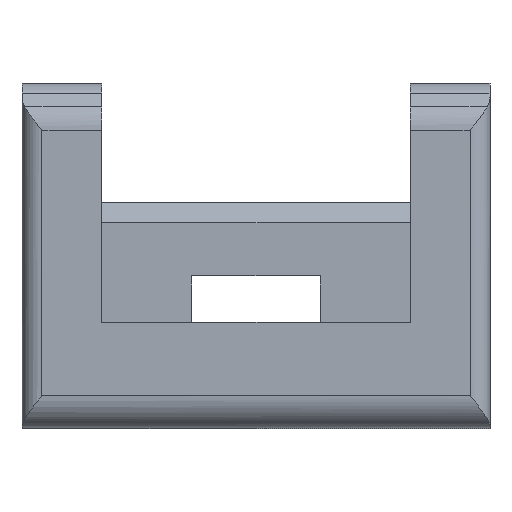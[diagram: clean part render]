
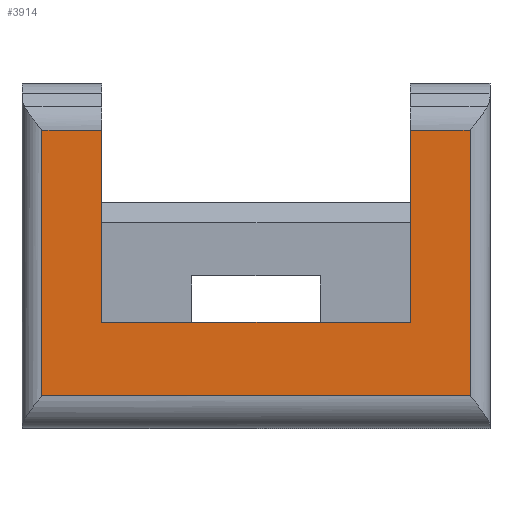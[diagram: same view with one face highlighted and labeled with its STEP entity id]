
A CAD part, front view. The second image highlights one B-rep face of the part: STEP entity #3914.
In plain terms, the highlighted planar face has unit normal (0, -1, 0).
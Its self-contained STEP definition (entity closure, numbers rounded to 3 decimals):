
#713 = PLANE('',#714);
#714 = AXIS2_PLACEMENT_3D('',#715,#716,#717);
#715 = CARTESIAN_POINT('',(-23.25,0.,0.));
#716 = DIRECTION('',(-1.,0.,0.));
#717 = DIRECTION('',(0.,0.,-1.));
#957 = PLANE('',#958);
#958 = AXIS2_PLACEMENT_3D('',#959,#960,#961);
#959 = CARTESIAN_POINT('',(0.,0.,0.));
#960 = DIRECTION('',(1.,0.,0.));
#961 = DIRECTION('',(0.,0.,-1.));
#2214 = PLANE('',#2215);
#2215 = AXIS2_PLACEMENT_3D('',#2216,#2217,#2218);
#2216 = CARTESIAN_POINT('',(-54.38,0.,-38.5));
#2217 = DIRECTION('',(0.,0.,1.));
#2218 = DIRECTION('',(1.,0.,0.));
#2267 = VERTEX_POINT('',#2268);
#2268 = CARTESIAN_POINT('',(-23.25,-25.548,-38.5));
#2289 = EDGE_CURVE('',#2267,#2290,#2292,.T.);
#2290 = VERTEX_POINT('',#2291);
#2291 = CARTESIAN_POINT('',(0.,-25.548,-38.5));
#2292 = SURFACE_CURVE('',#2293,(#2297,#2304),.PCURVE_S1.);
#2293 = LINE('',#2294,#2295);
#2294 = CARTESIAN_POINT('',(-54.38,-25.548,-38.5));
#2295 = VECTOR('',#2296,1.);
#2296 = DIRECTION('',(1.,0.,0.));
#2297 = PCURVE('',#2214,#2298);
#2298 = DEFINITIONAL_REPRESENTATION('',(#2299),#2303);
#2299 = LINE('',#2300,#2301);
#2300 = CARTESIAN_POINT('',(0.,-25.548));
#2301 = VECTOR('',#2302,1.);
#2302 = DIRECTION('',(1.,0.));
#2303 = ( GEOMETRIC_REPRESENTATION_CONTEXT(2) 
PARAMETRIC_REPRESENTATION_CONTEXT() REPRESENTATION_CONTEXT('2D SPACE',''
  ) );
#2304 = PCURVE('',#2305,#2310);
#2305 = PLANE('',#2306);
#2306 = AXIS2_PLACEMENT_3D('',#2307,#2308,#2309);
#2307 = CARTESIAN_POINT('',(6.,-25.548,0.));
#2308 = DIRECTION('',(0.,-1.,0.));
#2309 = DIRECTION('',(0.,0.,-1.));
#2310 = DEFINITIONAL_REPRESENTATION('',(#2311),#2315);
#2311 = LINE('',#2312,#2313);
#2312 = CARTESIAN_POINT('',(38.5,-60.38));
#2313 = VECTOR('',#2314,1.);
#2314 = DIRECTION('',(0.,1.));
#2315 = ( GEOMETRIC_REPRESENTATION_CONTEXT(2) 
PARAMETRIC_REPRESENTATION_CONTEXT() REPRESENTATION_CONTEXT('2D SPACE',''
  ) );
#2808 = VERTEX_POINT('',#2809);
#2809 = CARTESIAN_POINT('',(-23.25,-25.548,-24.036));
#2824 = CYLINDRICAL_SURFACE('',#2825,2.5);
#2825 = AXIS2_PLACEMENT_3D('',#2826,#2827,#2828);
#2826 = CARTESIAN_POINT('',(-29.25,-23.048,-24.036));
#2827 = DIRECTION('',(-1.,0.,0.));
#2828 = DIRECTION('',(0.,0.,-1.));
#2836 = EDGE_CURVE('',#2267,#2808,#2837,.T.);
#2837 = SURFACE_CURVE('',#2838,(#2842,#2849),.PCURVE_S1.);
#2838 = LINE('',#2839,#2840);
#2839 = CARTESIAN_POINT('',(-23.25,-25.548,0.)
  );
#2840 = VECTOR('',#2841,1.);
#2841 = DIRECTION('',(0.,0.,1.));
#2842 = PCURVE('',#713,#2843);
#2843 = DEFINITIONAL_REPRESENTATION('',(#2844),#2848);
#2844 = LINE('',#2845,#2846);
#2845 = CARTESIAN_POINT('',(0.,25.548));
#2846 = VECTOR('',#2847,1.);
#2847 = DIRECTION('',(-1.,0.));
#2848 = ( GEOMETRIC_REPRESENTATION_CONTEXT(2) 
PARAMETRIC_REPRESENTATION_CONTEXT() REPRESENTATION_CONTEXT('2D SPACE',''
  ) );
#2849 = PCURVE('',#2305,#2850);
#2850 = DEFINITIONAL_REPRESENTATION('',(#2851),#2855);
#2851 = LINE('',#2852,#2853);
#2852 = CARTESIAN_POINT('',(0.,-29.25));
#2853 = VECTOR('',#2854,1.);
#2854 = DIRECTION('',(-1.,0.));
#2855 = ( GEOMETRIC_REPRESENTATION_CONTEXT(2) 
PARAMETRIC_REPRESENTATION_CONTEXT() REPRESENTATION_CONTEXT('2D SPACE',''
  ) );
#2889 = EDGE_CURVE('',#2290,#2890,#2892,.T.);
#2890 = VERTEX_POINT('',#2891);
#2891 = CARTESIAN_POINT('',(0.,-25.548,
    -24.036));
#2892 = SURFACE_CURVE('',#2893,(#2897,#2904),.PCURVE_S1.);
#2893 = LINE('',#2894,#2895);
#2894 = CARTESIAN_POINT('',(0.,-25.548,
    0.));
#2895 = VECTOR('',#2896,1.);
#2896 = DIRECTION('',(0.,0.,1.));
#2897 = PCURVE('',#957,#2898);
#2898 = DEFINITIONAL_REPRESENTATION('',(#2899),#2903);
#2899 = LINE('',#2900,#2901);
#2900 = CARTESIAN_POINT('',(0.,-25.548));
#2901 = VECTOR('',#2902,1.);
#2902 = DIRECTION('',(-1.,0.));
#2903 = ( GEOMETRIC_REPRESENTATION_CONTEXT(2) 
PARAMETRIC_REPRESENTATION_CONTEXT() REPRESENTATION_CONTEXT('2D SPACE',''
  ) );
#2904 = PCURVE('',#2305,#2905);
#2905 = DEFINITIONAL_REPRESENTATION('',(#2906),#2910);
#2906 = LINE('',#2907,#2908);
#2907 = CARTESIAN_POINT('',(0.,-6.));
#2908 = VECTOR('',#2909,1.);
#2909 = DIRECTION('',(-1.,0.));
#2910 = ( GEOMETRIC_REPRESENTATION_CONTEXT(2) 
PARAMETRIC_REPRESENTATION_CONTEXT() REPRESENTATION_CONTEXT('2D SPACE',''
  ) );
#2933 = CYLINDRICAL_SURFACE('',#2934,2.5);
#2934 = AXIS2_PLACEMENT_3D('',#2935,#2936,#2937);
#2935 = CARTESIAN_POINT('',(6.,-23.048,-24.036));
#2936 = DIRECTION('',(1.,0.,0.));
#2937 = DIRECTION('',(0.,0.,-1.));
#3914 = ADVANCED_FACE('',(#3915),#2305,.T.);
#3915 = FACE_BOUND('',#3916,.T.);
#3916 = EDGE_LOOP('',(#3917,#3947,#3975,#3996,#3997,#3998,#3999,#4022));
#3917 = ORIENTED_EDGE('',*,*,#3918,.T.);
#3918 = EDGE_CURVE('',#3919,#3921,#3923,.T.);
#3919 = VERTEX_POINT('',#3920);
#3920 = CARTESIAN_POINT('',(-27.75,-25.548,-44.));
#3921 = VERTEX_POINT('',#3922);
#3922 = CARTESIAN_POINT('',(4.5,-25.548,-44.));
#3923 = SURFACE_CURVE('',#3924,(#3928,#3935),.PCURVE_S1.);
#3924 = LINE('',#3925,#3926);
#3925 = CARTESIAN_POINT('',(6.,-25.548,-44.));
#3926 = VECTOR('',#3927,1.);
#3927 = DIRECTION('',(1.,0.,0.));
#3928 = PCURVE('',#2305,#3929);
#3929 = DEFINITIONAL_REPRESENTATION('',(#3930),#3934);
#3930 = LINE('',#3931,#3932);
#3931 = CARTESIAN_POINT('',(44.,0.));
#3932 = VECTOR('',#3933,1.);
#3933 = DIRECTION('',(0.,1.));
#3934 = ( GEOMETRIC_REPRESENTATION_CONTEXT(2) 
PARAMETRIC_REPRESENTATION_CONTEXT() REPRESENTATION_CONTEXT('2D SPACE',''
  ) );
#3935 = PCURVE('',#3936,#3941);
#3936 = CYLINDRICAL_SURFACE('',#3937,2.5);
#3937 = AXIS2_PLACEMENT_3D('',#3938,#3939,#3940);
#3938 = CARTESIAN_POINT('',(6.,-23.048,-44.));
#3939 = DIRECTION('',(1.,0.,0.));
#3940 = DIRECTION('',(0.,0.,-1.));
#3941 = DEFINITIONAL_REPRESENTATION('',(#3942),#3946);
#3942 = LINE('',#3943,#3944);
#3943 = CARTESIAN_POINT('',(4.712,0.));
#3944 = VECTOR('',#3945,1.);
#3945 = DIRECTION('',(0.,1.));
#3946 = ( GEOMETRIC_REPRESENTATION_CONTEXT(2) 
PARAMETRIC_REPRESENTATION_CONTEXT() REPRESENTATION_CONTEXT('2D SPACE',''
  ) );
#3947 = ORIENTED_EDGE('',*,*,#3948,.T.);
#3948 = EDGE_CURVE('',#3921,#3949,#3951,.T.);
#3949 = VERTEX_POINT('',#3950);
#3950 = CARTESIAN_POINT('',(4.5,-25.548,-24.036));
#3951 = SURFACE_CURVE('',#3952,(#3956,#3963),.PCURVE_S1.);
#3952 = LINE('',#3953,#3954);
#3953 = CARTESIAN_POINT('',(4.5,-25.548,0.));
#3954 = VECTOR('',#3955,1.);
#3955 = DIRECTION('',(0.,0.,1.));
#3956 = PCURVE('',#2305,#3957);
#3957 = DEFINITIONAL_REPRESENTATION('',(#3958),#3962);
#3958 = LINE('',#3959,#3960);
#3959 = CARTESIAN_POINT('',(0.,-1.5));
#3960 = VECTOR('',#3961,1.);
#3961 = DIRECTION('',(-1.,0.));
#3962 = ( GEOMETRIC_REPRESENTATION_CONTEXT(2) 
PARAMETRIC_REPRESENTATION_CONTEXT() REPRESENTATION_CONTEXT('2D SPACE',''
  ) );
#3963 = PCURVE('',#3964,#3969);
#3964 = CYLINDRICAL_SURFACE('',#3965,1.5);
#3965 = AXIS2_PLACEMENT_3D('',#3966,#3967,#3968);
#3966 = CARTESIAN_POINT('',(4.5,-24.048,0.));
#3967 = DIRECTION('',(0.,0.,1.));
#3968 = DIRECTION('',(0.,-1.,0.));
#3969 = DEFINITIONAL_REPRESENTATION('',(#3970),#3974);
#3970 = LINE('',#3971,#3972);
#3971 = CARTESIAN_POINT('',(0.,0.));
#3972 = VECTOR('',#3973,1.);
#3973 = DIRECTION('',(0.,1.));
#3974 = ( GEOMETRIC_REPRESENTATION_CONTEXT(2) 
PARAMETRIC_REPRESENTATION_CONTEXT() REPRESENTATION_CONTEXT('2D SPACE',''
  ) );
#3975 = ORIENTED_EDGE('',*,*,#3976,.T.);
#3976 = EDGE_CURVE('',#3949,#2890,#3977,.T.);
#3977 = SURFACE_CURVE('',#3978,(#3982,#3989),.PCURVE_S1.);
#3978 = LINE('',#3979,#3980);
#3979 = CARTESIAN_POINT('',(6.,-25.548,-24.036));
#3980 = VECTOR('',#3981,1.);
#3981 = DIRECTION('',(-1.,0.,0.));
#3982 = PCURVE('',#2305,#3983);
#3983 = DEFINITIONAL_REPRESENTATION('',(#3984),#3988);
#3984 = LINE('',#3985,#3986);
#3985 = CARTESIAN_POINT('',(24.036,0.));
#3986 = VECTOR('',#3987,1.);
#3987 = DIRECTION('',(0.,-1.));
#3988 = ( GEOMETRIC_REPRESENTATION_CONTEXT(2) 
PARAMETRIC_REPRESENTATION_CONTEXT() REPRESENTATION_CONTEXT('2D SPACE',''
  ) );
#3989 = PCURVE('',#2933,#3990);
#3990 = DEFINITIONAL_REPRESENTATION('',(#3991),#3995);
#3991 = LINE('',#3992,#3993);
#3992 = CARTESIAN_POINT('',(4.712,0.));
#3993 = VECTOR('',#3994,1.);
#3994 = DIRECTION('',(0.,-1.));
#3995 = ( GEOMETRIC_REPRESENTATION_CONTEXT(2) 
PARAMETRIC_REPRESENTATION_CONTEXT() REPRESENTATION_CONTEXT('2D SPACE',''
  ) );
#3996 = ORIENTED_EDGE('',*,*,#2889,.F.);
#3997 = ORIENTED_EDGE('',*,*,#2289,.F.);
#3998 = ORIENTED_EDGE('',*,*,#2836,.T.);
#3999 = ORIENTED_EDGE('',*,*,#4000,.F.);
#4000 = EDGE_CURVE('',#4001,#2808,#4003,.T.);
#4001 = VERTEX_POINT('',#4002);
#4002 = CARTESIAN_POINT('',(-27.75,-25.548,-24.036));
#4003 = SURFACE_CURVE('',#4004,(#4008,#4015),.PCURVE_S1.);
#4004 = LINE('',#4005,#4006);
#4005 = CARTESIAN_POINT('',(-29.25,-25.548,-24.036));
#4006 = VECTOR('',#4007,1.);
#4007 = DIRECTION('',(1.,0.,0.));
#4008 = PCURVE('',#2305,#4009);
#4009 = DEFINITIONAL_REPRESENTATION('',(#4010),#4014);
#4010 = LINE('',#4011,#4012);
#4011 = CARTESIAN_POINT('',(24.036,-35.25));
#4012 = VECTOR('',#4013,1.);
#4013 = DIRECTION('',(0.,1.));
#4014 = ( GEOMETRIC_REPRESENTATION_CONTEXT(2) 
PARAMETRIC_REPRESENTATION_CONTEXT() REPRESENTATION_CONTEXT('2D SPACE',''
  ) );
#4015 = PCURVE('',#2824,#4016);
#4016 = DEFINITIONAL_REPRESENTATION('',(#4017),#4021);
#4017 = LINE('',#4018,#4019);
#4018 = CARTESIAN_POINT('',(1.571,0.));
#4019 = VECTOR('',#4020,1.);
#4020 = DIRECTION('',(0.,-1.));
#4021 = ( GEOMETRIC_REPRESENTATION_CONTEXT(2) 
PARAMETRIC_REPRESENTATION_CONTEXT() REPRESENTATION_CONTEXT('2D SPACE',''
  ) );
#4022 = ORIENTED_EDGE('',*,*,#4023,.T.);
#4023 = EDGE_CURVE('',#4001,#3919,#4024,.T.);
#4024 = SURFACE_CURVE('',#4025,(#4029,#4036),.PCURVE_S1.);
#4025 = LINE('',#4026,#4027);
#4026 = CARTESIAN_POINT('',(-27.75,-25.548,0.));
#4027 = VECTOR('',#4028,1.);
#4028 = DIRECTION('',(0.,0.,-1.));
#4029 = PCURVE('',#2305,#4030);
#4030 = DEFINITIONAL_REPRESENTATION('',(#4031),#4035);
#4031 = LINE('',#4032,#4033);
#4032 = CARTESIAN_POINT('',(0.,-33.75));
#4033 = VECTOR('',#4034,1.);
#4034 = DIRECTION('',(1.,0.));
#4035 = ( GEOMETRIC_REPRESENTATION_CONTEXT(2) 
PARAMETRIC_REPRESENTATION_CONTEXT() REPRESENTATION_CONTEXT('2D SPACE',''
  ) );
#4036 = PCURVE('',#4037,#4042);
#4037 = CYLINDRICAL_SURFACE('',#4038,1.5);
#4038 = AXIS2_PLACEMENT_3D('',#4039,#4040,#4041);
#4039 = CARTESIAN_POINT('',(-27.75,-24.048,0.)
  );
#4040 = DIRECTION('',(0.,0.,1.));
#4041 = DIRECTION('',(0.,-1.,0.));
#4042 = DEFINITIONAL_REPRESENTATION('',(#4043),#4047);
#4043 = LINE('',#4044,#4045);
#4044 = CARTESIAN_POINT('',(6.283,0.));
#4045 = VECTOR('',#4046,1.);
#4046 = DIRECTION('',(0.,-1.));
#4047 = ( GEOMETRIC_REPRESENTATION_CONTEXT(2) 
PARAMETRIC_REPRESENTATION_CONTEXT() REPRESENTATION_CONTEXT('2D SPACE',''
  ) );
